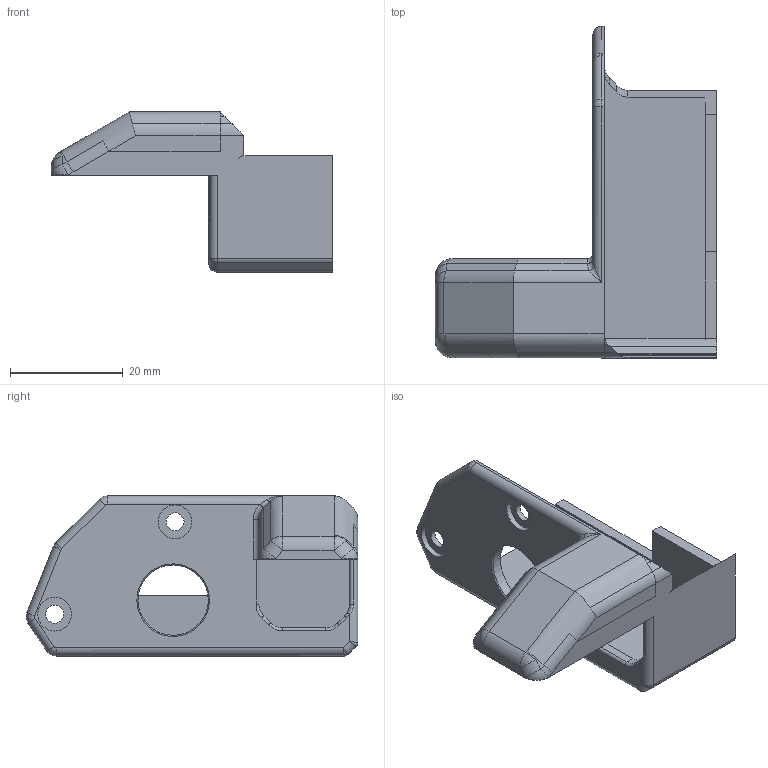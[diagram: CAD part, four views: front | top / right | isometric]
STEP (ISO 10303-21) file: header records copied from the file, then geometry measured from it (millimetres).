
FILE_DESCRIPTION(/* description */ (''),/* implementation_level */ '2;1');
FILE_NAME(/* name */ 'x_switch_cover.step',/* time_stamp */ '2024-10-29T10:36:47-07:00',/* author */ (''),/* organization */ (''),/* preprocessor_version */ 'ST-DEVELOPER v20',/* originating_system */ 'Autodesk Translation Framework v13.20.0.188',/* authorisation */ '');
FILE_SCHEMA (('AUTOMOTIVE_DESIGN { 1 0 10303 214 3 1 1 }'));
Length unit declared in the file: millimetre
Products named in the file (1): x_switch_cover
Bounding box: 50 x 59.01 x 28.46 mm (x, y, z)
Volume: 10549.7 mm3; surface area: 8080.7 mm2
Topology: 1 solids, 1 shells, 122 faces, 295 edges, 176 vertices
Faces by surface type: cylinder 56, plane 41, bspline 13, torus 5, sphere 4, cone 3
Full cylindrical faces by diameter (mm): 3.2 x2, 4.3 x4, 6 x2, 12.5 x1
Entity records: 3811 total; most frequent: CARTESIAN_POINT 936, DIRECTION 600, ORIENTED_EDGE 584, EDGE_CURVE 292, AXIS2_PLACEMENT_3D 220, VERTEX_POINT 176, LINE 160, VECTOR 160
